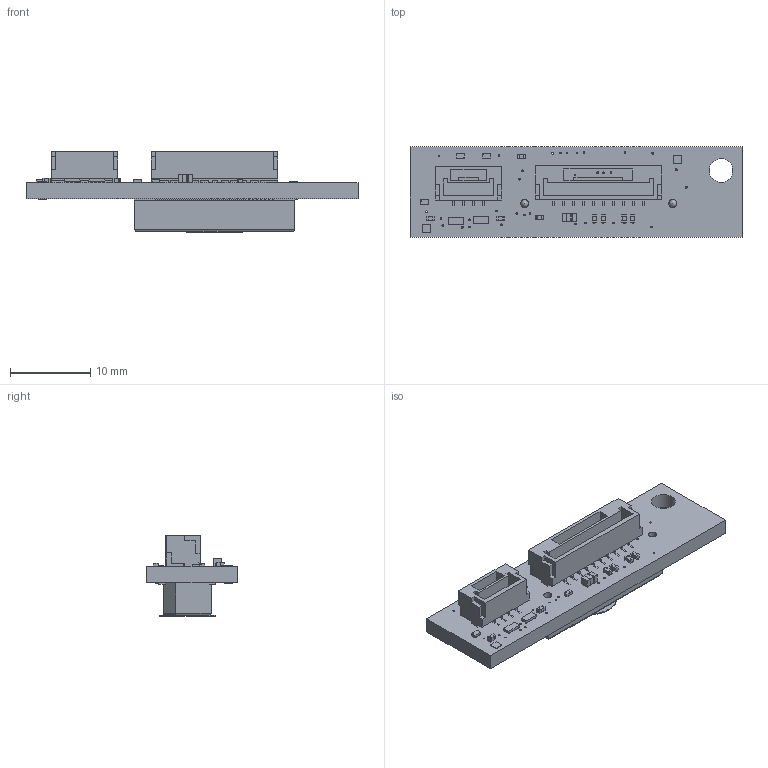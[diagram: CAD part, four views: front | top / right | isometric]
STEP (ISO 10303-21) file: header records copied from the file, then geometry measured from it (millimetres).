
FILE_DESCRIPTION(/* description */ (''),/* implementation_level */ '2;1');
FILE_NAME(/* name */ 'M0151_A v1.step',/* time_stamp */ '2024-08-14T17:01:01-07:00',/* author */ (''),/* organization */ (''),/* preprocessor_version */ 'ST-DEVELOPER v20',/* originating_system */ 'Autodesk Translation Framework v13.14.0.145',/* authorisation */ '');
FILE_SCHEMA (('AUTOMOTIVE_DESIGN { 1 0 10303 214 3 1 1 }'));
Products named in the file (24): M0151_A; Board; Packages; JST_BM04B-GHS-TBT(LF)(SN)(N); JST_BM10B-GHS-TBT(LF)(SN)(N); FIDUCIAL-1X2; SAMTEC-QTH-030-01-L-D-A; _TQTH-030-01-L-D-A-K-TR_terminal; _T-1S39-01(-030-01-D)_pin; _T-1G1-01_imp; DIODFN100X60X40-2N; DIODFN100X60X40-2N (1); DIODFN100X60X40-2N (2); BGA8C50P2X4_190X90X50; BGA8C50P2X4_190X90X50 (1); CAPC100X50X56L25N; CAPC100X50X56L25N (1); CAPC100X50X56L25N (2); CAPC100X50X56L25N (3); CAPC100X50X56L25N (4); CAPC100X50X56L25N (5); CAPC1608X92N; RESC1005X40AN; RESC1005X40AN (1)
Assembly tree (26 placements, depth 4):
  M0151_A
    Board
    Packages
      JST_BM04B-GHS-TBT(LF)(SN)(N)
      JST_BM10B-GHS-TBT(LF)(SN)(N)
      FIDUCIAL-1X2  x4
      SAMTEC-QTH-030-01-L-D-A
        _TQTH-030-01-L-D-A-K-TR_terminal
        _T-1S39-01(-030-01-D)_pin
        _T-1G1-01_imp
      DIODFN100X60X40-2N
      DIODFN100X60X40-2N (1)
      DIODFN100X60X40-2N (2)
      BGA8C50P2X4_190X90X50
      BGA8C50P2X4_190X90X50 (1)
      CAPC100X50X56L25N
      CAPC100X50X56L25N (1)
      CAPC100X50X56L25N (2)
      CAPC100X50X56L25N (3)
      CAPC100X50X56L25N (4)
      CAPC100X50X56L25N (5)
      CAPC1608X92N
      RESC1005X40AN
      RESC1005X40AN (1)
Bounding box: 41.4 x 11.25 x 10.07 mm (x, y, z)
Volume: 1499.4 mm3; surface area: 3465.1 mm2
Topology: 82 solids, 82 shells, 2534 faces, 6962 edges, 4542 vertices
Faces by surface type: plane 2227, cylinder 241, sphere 66
Full cylindrical faces by diameter (mm): 0.1 x6, 0.203 x34, 0.254 x11, 0.889 x2, 2.95 x1, 7.01 x1
Entity records: 80813 total; most frequent: CARTESIAN_POINT 13944, ORIENTED_EDGE 13720, DIRECTION 12522, EDGE_CURVE 6860, LINE 6330, VECTOR 6330, VERTEX_POINT 4518, AXIS2_PLACEMENT_3D 3096
